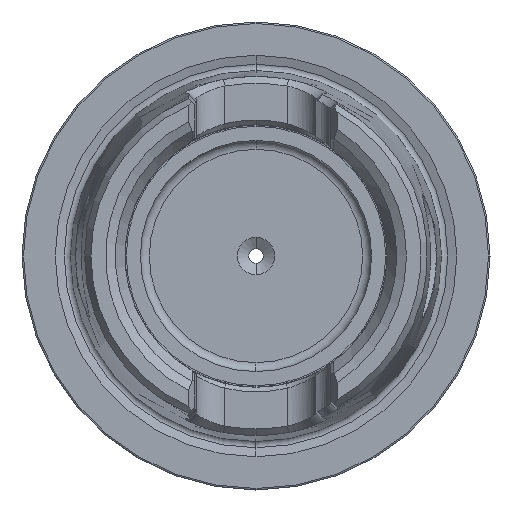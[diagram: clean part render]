
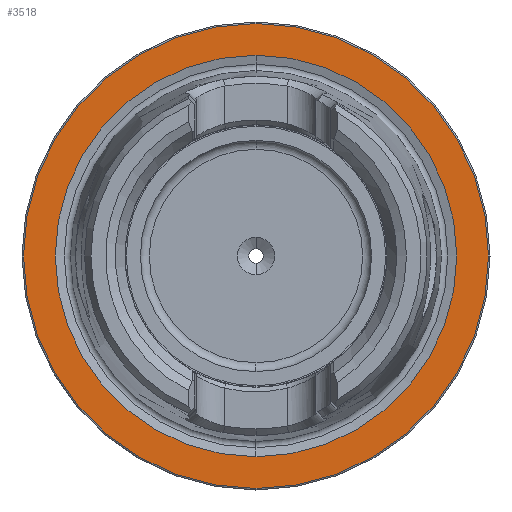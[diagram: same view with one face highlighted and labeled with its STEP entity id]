
A CAD part, left-side view. The second image highlights one B-rep face of the part: STEP entity #3518.
In plain terms, the highlighted planar face has unit normal (-1, 0, 0).
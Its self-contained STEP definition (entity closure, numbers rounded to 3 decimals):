
#3518 = ADVANCED_FACE ( 'NONE', ( #3879, #3880 ), #3881, .F. ) ;
#3864 = CARTESIAN_POINT ( 'NONE',  ( 0., 31.275, 0. ) ) ;
#3879 = FACE_BOUND ( 'NONE', #4091, .T. ) ;
#3880 = FACE_OUTER_BOUND ( 'NONE', #4090, .T. ) ;
#3881 = PLANE ( 'NONE',  #15284 ) ;
#3883 = DIRECTION ( 'NONE',  ( 1., 0., 0. ) ) ;
#3884 = DIRECTION ( 'NONE',  ( 0., 0., -1. ) ) ;
#4090 = EDGE_LOOP ( 'NONE', ( #4181, #4184 ) ) ;
#4091 = EDGE_LOOP ( 'NONE', ( #4183, #4182 ) ) ;
#4181 = ORIENTED_EDGE ( 'NONE', *, *, #9230, .T. ) ;
#4182 = ORIENTED_EDGE ( 'NONE', *, *, #4590, .F. ) ;
#4183 = ORIENTED_EDGE ( 'NONE', *, *, #9183, .F. ) ;
#4184 = ORIENTED_EDGE ( 'NONE', *, *, #9202, .T. ) ;
#4590 = EDGE_CURVE ( 'NONE', #14792, #14795, #20609, .T. ) ;
#4964 = CARTESIAN_POINT ( 'NONE',  ( 0., 0., 0. ) ) ;
#4965 = DIRECTION ( 'NONE',  ( -1., 0., 0. ) ) ;
#4966 = DIRECTION ( 'NONE',  ( 0., 0., 1. ) ) ;
#9183 = EDGE_CURVE ( 'NONE', #14795, #14792, #20960, .T. ) ;
#9202 = EDGE_CURVE ( 'NONE', #14794, #14796, #20984, .T. ) ;
#9230 = EDGE_CURVE ( 'NONE', #14796, #14794, #21023, .T. ) ;
#13410 = CARTESIAN_POINT ( 'NONE',  ( 0., 0., 27. ) ) ;
#13424 = CARTESIAN_POINT ( 'NONE',  ( 0., 0., -27. ) ) ;
#13426 = CARTESIAN_POINT ( 'NONE',  ( 0., 0., -31.275 ) ) ;
#13428 = CARTESIAN_POINT ( 'NONE',  ( 0., 0., 31.275 ) ) ;
#14792 = VERTEX_POINT ( 'NONE', #13424 ) ;
#14794 = VERTEX_POINT ( 'NONE', #13426 ) ;
#14795 = VERTEX_POINT ( 'NONE', #13410 ) ;
#14796 = VERTEX_POINT ( 'NONE', #13428 ) ;
#15284 = AXIS2_PLACEMENT_3D ( 'NONE', #3864, #3883, #3884 ) ;
#15601 = CARTESIAN_POINT ( 'NONE',  ( 0., 0., 0. ) ) ;
#15602 = DIRECTION ( 'NONE',  ( -1., 0., 0. ) ) ;
#15603 = DIRECTION ( 'NONE',  ( 0., 0., 1. ) ) ;
#15736 = CARTESIAN_POINT ( 'NONE',  ( 0., 0., 0. ) ) ;
#15737 = DIRECTION ( 'NONE',  ( -1., 0., 0. ) ) ;
#15738 = DIRECTION ( 'NONE',  ( 0., 0., 1. ) ) ;
#15899 = CARTESIAN_POINT ( 'NONE',  ( 0., 0., 0. ) ) ;
#15900 = DIRECTION ( 'NONE',  ( -1., 0., 0. ) ) ;
#15901 = DIRECTION ( 'NONE',  ( 0., 0., 1. ) ) ;
#20609 = CIRCLE ( 'NONE', #20610, 27. ) ;
#20610 = AXIS2_PLACEMENT_3D ( 'NONE', #4964, #4965, #4966 ) ;
#20960 = CIRCLE ( 'NONE', #20965, 27. ) ;
#20965 = AXIS2_PLACEMENT_3D ( 'NONE', #15601, #15602, #15603 ) ;
#20984 = CIRCLE ( 'NONE', #20985, 31.275 ) ;
#20985 = AXIS2_PLACEMENT_3D ( 'NONE', #15736, #15737, #15738 ) ;
#21023 = CIRCLE ( 'NONE', #21024, 31.275 ) ;
#21024 = AXIS2_PLACEMENT_3D ( 'NONE', #15899, #15900, #15901 ) ;
